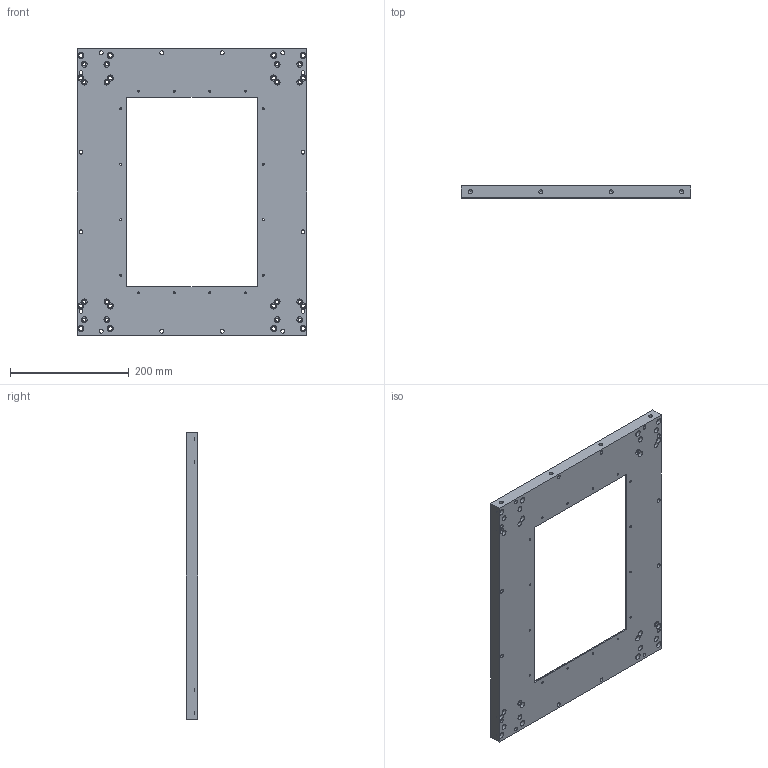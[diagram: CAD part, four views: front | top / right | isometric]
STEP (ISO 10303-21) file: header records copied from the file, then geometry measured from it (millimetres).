
FILE_DESCRIPTION(('FreeCAD Model'),'2;1');
FILE_NAME('Open CASCADE Shape Model','2023-12-13T20:22:55',(''),(''), 'Open CASCADE STEP processor 7.6','FreeCAD','Unknown');
FILE_SCHEMA(('AUTOMOTIVE_DESIGN { 1 0 10303 214 1 1 1 1 }'));
Length unit declared in the file: millimetre
Products named in the file (1): Plate holder
Bounding box: 386 x 20 x 482 mm (x, y, z)
Volume: 2141400.1 mm3; surface area: 302520.3 mm2
Topology: 1 solids, 1 shells, 165 faces, 409 edges, 270 vertices
Faces by surface type: cylinder 112, plane 45, cone 8
Full cylindrical faces by diameter (mm): 3.4 x16, 5.4 x16, 6.6 x40, 9.5 x16, 10.24 x8
Entity records: 5263 total; most frequent: DIRECTION 973, CARTESIAN_POINT 837, ORIENTED_EDGE 802, AXIS2_PLACEMENT_3D 406, EDGE_CURVE 401, FACE_BOUND 327, EDGE_LOOP 327, VERTEX_POINT 270
